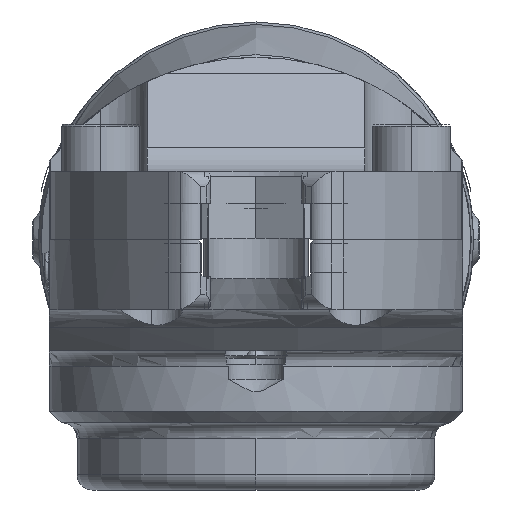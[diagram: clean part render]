
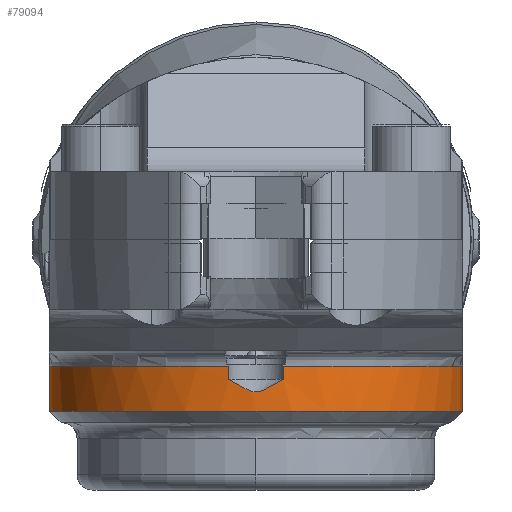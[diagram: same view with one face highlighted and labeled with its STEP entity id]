
A CAD part, left-side view. The second image highlights one B-rep face of the part: STEP entity #79094.
In plain terms, the highlighted cylindrical face has radius 21.082 mm (diameter 42.164 mm), a partial arc.
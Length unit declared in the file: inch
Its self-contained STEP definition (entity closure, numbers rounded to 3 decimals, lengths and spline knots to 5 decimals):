
#75973=DIRECTION('',(0.,0.,-1.));
#75974=VECTOR('',#75973,0.181);
#75975=CARTESIAN_POINT('',(-4.726,0.83,-0.507));
#75976=LINE('',#75975,#75974);
#76211=DIRECTION('',(0.,0.,-1.));
#76212=VECTOR('',#76211,0.053);
#76213=CARTESIAN_POINT('',(-5.54868,-0.11001,-0.507));
#76214=LINE('',#76213,#76212);
#76215=DIRECTION('',(0.,0.,-1.));
#76216=VECTOR('',#76215,0.181);
#76217=CARTESIAN_POINT('',(-4.726,-0.83,-0.507));
#76218=LINE('',#76217,#76216);
#76219=DIRECTION('',(0.,0.,-1.));
#76220=VECTOR('',#76219,0.053);
#76221=CARTESIAN_POINT('',(-5.54868,0.11001,-0.507));
#76222=LINE('',#76221,#76220);
#76265=CARTESIAN_POINT('',(-4.726,-0.83,-0.507));
#76267=CARTESIAN_POINT('',(-4.726,0.,-0.507));
#76268=DIRECTION('',(0.,0.,-1.));
#76269=DIRECTION('',(0.,-1.,0.));
#76270=AXIS2_PLACEMENT_3D('',#76267,#76268,#76269);
#76305=CARTESIAN_POINT('',(-4.726,0.,-0.507));
#76306=DIRECTION('',(0.,0.,-1.));
#76307=DIRECTION('',(-0.991,0.133,0.));
#76308=AXIS2_PLACEMENT_3D('',#76305,#76306,#76307);
#76310=CARTESIAN_POINT('',(-4.726,0.83,-0.507));
#76421=CARTESIAN_POINT('',(-4.726,0.,-0.688));
#76422=DIRECTION('',(0.,0.,-1.));
#76423=DIRECTION('',(0.,-1.,0.));
#76424=AXIS2_PLACEMENT_3D('',#76421,#76422,#76423);
#77049=CARTESIAN_POINT('',(-5.54868,-0.11001,-0.56));
#77050=CARTESIAN_POINT('',(-5.5495,-0.10385,
-0.56365));
#77051=CARTESIAN_POINT('',(-5.55095,-0.09198,
-0.57063));
#77052=CARTESIAN_POINT('',(-5.55261,-0.07551,
-0.5801));
#77053=CARTESIAN_POINT('',(-5.55385,-0.06032,
-0.58856));
#77054=CARTESIAN_POINT('',(-5.55474,-0.04629,
-0.59597));
#77055=CARTESIAN_POINT('',(-5.55536,-0.03337,
-0.60219));
#77056=CARTESIAN_POINT('',(-5.55575,-0.02154,
-0.60697));
#77057=CARTESIAN_POINT('',(-5.55596,-0.01057,
-0.61005));
#77058=CARTESIAN_POINT('',(-5.55602,0.,
-0.61114));
#77059=CARTESIAN_POINT('',(-5.55596,0.01057,
-0.61005));
#77060=CARTESIAN_POINT('',(-5.55575,0.02155,
-0.60696));
#77061=CARTESIAN_POINT('',(-5.55536,0.03337,
-0.60219));
#77062=CARTESIAN_POINT('',(-5.55474,0.04629,
-0.59597));
#77063=CARTESIAN_POINT('',(-5.55385,0.06032,
-0.58856));
#77064=CARTESIAN_POINT('',(-5.55261,0.07551,
-0.5801));
#77065=CARTESIAN_POINT('',(-5.55095,0.09198,
-0.57063));
#77066=CARTESIAN_POINT('',(-5.5495,0.10385,
-0.56365));
#77067=CARTESIAN_POINT('',(-5.54868,0.11001,-0.56));
#78188=VERTEX_POINT('',#76265);
#78189=VERTEX_POINT('',#76310);
#78202=CARTESIAN_POINT('',(-4.726,0.83,-0.688));
#78204=VERTEX_POINT('',#78202);
#78208=CARTESIAN_POINT('',(-4.726,-0.83,-0.688));
#78209=VERTEX_POINT('',#78208);
#78344=CARTESIAN_POINT('',(-5.54868,-0.11001,-0.507));
#78345=VERTEX_POINT('',#78344);
#78346=CARTESIAN_POINT('',(-5.54868,0.11001,-0.507));
#78347=VERTEX_POINT('',#78346);
#78350=VERTEX_POINT('',#77049);
#78351=VERTEX_POINT('',#77067);
#79073=CARTESIAN_POINT('',(-4.726,0.,0.));
#79074=DIRECTION('',(0.,0.,-1.));
#79075=DIRECTION('',(1.,0.,0.));
#79076=AXIS2_PLACEMENT_3D('',#79073,#79074,#79075);
#79077=CYLINDRICAL_SURFACE('',#79076,0.83);
#79079=ORIENTED_EDGE('',*,*,#79078,.F.);
#79081=ORIENTED_EDGE('',*,*,#79080,.F.);
#79083=ORIENTED_EDGE('',*,*,#79082,.F.);
#79084=ORIENTED_EDGE('',*,*,#78861,.T.);
#79086=ORIENTED_EDGE('',*,*,#79085,.T.);
#79087=ORIENTED_EDGE('',*,*,#78895,.F.);
#79089=ORIENTED_EDGE('',*,*,#79088,.F.);
#79091=ORIENTED_EDGE('',*,*,#79090,.T.);
#79092=EDGE_LOOP('',(#79079,#79081,#79083,#79084,#79086,#79087,#79089,#79091));
#79093=FACE_OUTER_BOUND('',#79092,.F.);
#79094=ADVANCED_FACE('',(#79093),#79077,.T.);
#76271=CIRCLE('',#76270,0.83);
#76309=CIRCLE('',#76308,0.83);
#76425=CIRCLE('',#76424,0.83);
#77068=B_SPLINE_CURVE_WITH_KNOTS('',3,(#77049,#77050,#77051,#77052,#77053,
#77054,#77055,#77056,#77057,#77058,#77059,#77060,#77061,#77062,#77063,#77064,
#77065,#77066,#77067),.UNSPECIFIED.,.F.,.F.,(4,1,1,1,1,1,1,1,1,1,1,1,1,1,1,1,4),
(0.,0.0625,0.125,0.1875,0.25,0.3125,0.375,0.4375,0.5,0.5625,
0.625,0.6875,0.75,0.8125,0.875,0.9375,1.),.UNSPECIFIED.);
#78861=EDGE_CURVE('',#78188,#78209,#76218,.T.);
#78895=EDGE_CURVE('',#78189,#78204,#75976,.T.);
#79078=EDGE_CURVE('',#78350,#78351,#77068,.T.);
#79080=EDGE_CURVE('',#78345,#78350,#76214,.T.);
#79082=EDGE_CURVE('',#78188,#78345,#76271,.T.);
#79085=EDGE_CURVE('',#78209,#78204,#76425,.T.);
#79088=EDGE_CURVE('',#78347,#78189,#76309,.T.);
#79090=EDGE_CURVE('',#78347,#78351,#76222,.T.);
